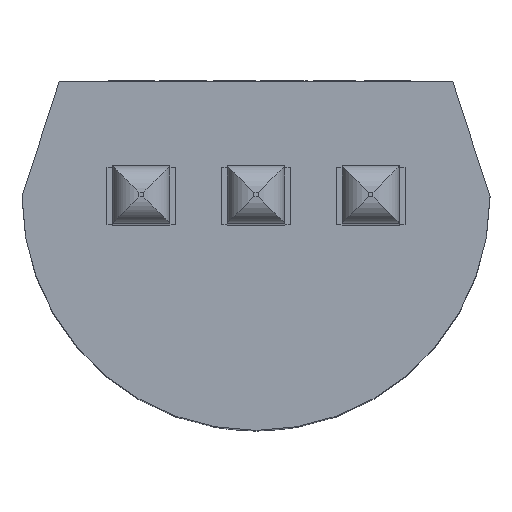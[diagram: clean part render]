
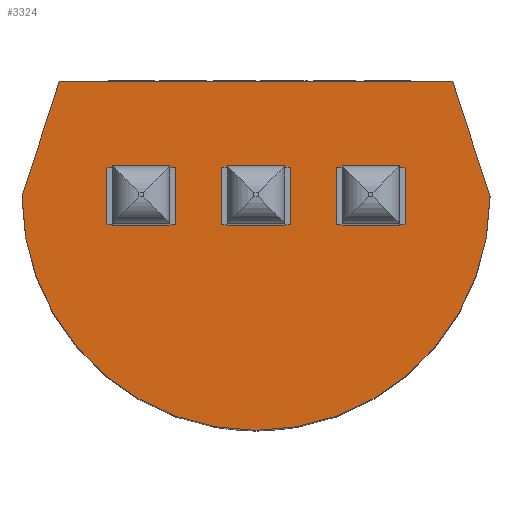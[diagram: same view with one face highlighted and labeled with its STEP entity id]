
A CAD part, top view. The second image highlights one B-rep face of the part: STEP entity #3324.
In plain terms, the highlighted planar face has unit normal (0, 0, 1).
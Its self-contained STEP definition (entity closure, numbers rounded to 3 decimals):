
#69=CIRCLE('',#3525,2.04);
#79=FACE_BOUND('',#512,.T.);
#80=FACE_BOUND('',#513,.T.);
#81=FACE_BOUND('',#514,.T.);
#210=PLANE('',#3524);
#327=FACE_OUTER_BOUND('',#511,.T.);
#511=EDGE_LOOP('',(#2316,#2317,#2318,#2319));
#512=EDGE_LOOP('',(#2320,#2321,#2322,#2323));
#513=EDGE_LOOP('',(#2324,#2325,#2326,#2327));
#514=EDGE_LOOP('',(#2328,#2329,#2330,#2331));
#698=LINE('',#4318,#1043);
#752=LINE('',#4908,#1097);
#756=LINE('',#4917,#1101);
#760=LINE('',#4926,#1105);
#764=LINE('',#4935,#1109);
#768=LINE('',#4944,#1113);
#772=LINE('',#4953,#1117);
#774=LINE('',#4957,#1119);
#775=LINE('',#4960,#1120);
#776=LINE('',#4961,#1121);
#777=LINE('',#4962,#1122);
#778=LINE('',#4963,#1123);
#779=LINE('',#4964,#1124);
#780=LINE('',#4965,#1125);
#781=LINE('',#4966,#1126);
#1043=VECTOR('',#3691,3.43);
#1097=VECTOR('',#3753,0.5);
#1101=VECTOR('',#3759,0.5);
#1105=VECTOR('',#3765,0.5);
#1109=VECTOR('',#3771,0.5);
#1113=VECTOR('',#3777,0.5);
#1117=VECTOR('',#3783,0.5);
#1119=VECTOR('',#3787,1.051);
#1120=VECTOR('',#3790,1.051);
#1121=VECTOR('',#3791,0.5);
#1122=VECTOR('',#3792,0.5);
#1123=VECTOR('',#3793,0.5);
#1124=VECTOR('',#3794,0.5);
#1125=VECTOR('',#3795,0.5);
#1126=VECTOR('',#3796,0.5);
#1400=VERTEX_POINT('',#4315);
#1401=VERTEX_POINT('',#4317);
#1493=VERTEX_POINT('',#4905);
#1494=VERTEX_POINT('',#4907);
#1497=VERTEX_POINT('',#4914);
#1498=VERTEX_POINT('',#4916);
#1501=VERTEX_POINT('',#4923);
#1502=VERTEX_POINT('',#4925);
#1505=VERTEX_POINT('',#4932);
#1506=VERTEX_POINT('',#4934);
#1509=VERTEX_POINT('',#4941);
#1510=VERTEX_POINT('',#4943);
#1513=VERTEX_POINT('',#4950);
#1514=VERTEX_POINT('',#4952);
#1515=VERTEX_POINT('',#4956);
#1516=VERTEX_POINT('',#4958);
#1720=EDGE_CURVE('',#1401,#1400,#698,.T.);
#1813=EDGE_CURVE('',#1493,#1494,#752,.T.);
#1817=EDGE_CURVE('',#1497,#1498,#756,.T.);
#1821=EDGE_CURVE('',#1501,#1502,#760,.T.);
#1825=EDGE_CURVE('',#1505,#1506,#764,.T.);
#1829=EDGE_CURVE('',#1509,#1510,#768,.T.);
#1833=EDGE_CURVE('',#1513,#1514,#772,.T.);
#1835=EDGE_CURVE('',#1400,#1515,#774,.T.);
#1836=EDGE_CURVE('',#1515,#1516,#69,.T.);
#1837=EDGE_CURVE('',#1516,#1401,#775,.T.);
#1838=EDGE_CURVE('',#1514,#1509,#776,.T.);
#1839=EDGE_CURVE('',#1510,#1513,#777,.T.);
#1840=EDGE_CURVE('',#1498,#1493,#778,.T.);
#1841=EDGE_CURVE('',#1494,#1497,#779,.T.);
#1842=EDGE_CURVE('',#1506,#1501,#780,.T.);
#1843=EDGE_CURVE('',#1502,#1505,#781,.T.);
#2316=ORIENTED_EDGE('',*,*,#1835,.T.);
#2317=ORIENTED_EDGE('',*,*,#1836,.T.);
#2318=ORIENTED_EDGE('',*,*,#1837,.T.);
#2319=ORIENTED_EDGE('',*,*,#1720,.T.);
#2320=ORIENTED_EDGE('',*,*,#1829,.F.);
#2321=ORIENTED_EDGE('',*,*,#1838,.F.);
#2322=ORIENTED_EDGE('',*,*,#1833,.F.);
#2323=ORIENTED_EDGE('',*,*,#1839,.F.);
#2324=ORIENTED_EDGE('',*,*,#1813,.F.);
#2325=ORIENTED_EDGE('',*,*,#1840,.F.);
#2326=ORIENTED_EDGE('',*,*,#1817,.F.);
#2327=ORIENTED_EDGE('',*,*,#1841,.F.);
#2328=ORIENTED_EDGE('',*,*,#1821,.F.);
#2329=ORIENTED_EDGE('',*,*,#1842,.F.);
#2330=ORIENTED_EDGE('',*,*,#1825,.F.);
#2331=ORIENTED_EDGE('',*,*,#1843,.F.);
#3324=ADVANCED_FACE('',(#327,#79,#80,#81),#210,.F.);
#3524=AXIS2_PLACEMENT_3D('',#4955,#3785,#3786);
#3525=AXIS2_PLACEMENT_3D('',#4959,#3788,#3789);
#3691=DIRECTION('',(-1.,0.,0.));
#3753=DIRECTION('',(0.,1.,0.));
#3759=DIRECTION('',(0.,-1.,0.));
#3765=DIRECTION('',(0.,1.,0.));
#3771=DIRECTION('',(0.,-1.,0.));
#3777=DIRECTION('',(0.,1.,0.));
#3783=DIRECTION('',(0.,-1.,0.));
#3785=DIRECTION('center_axis',(0.,0.,-1.));
#3786=DIRECTION('ref_axis',(-1.,0.,0.));
#3787=DIRECTION('',(-0.309,-0.951,0.));
#3788=DIRECTION('center_axis',(0.,0.,1.));
#3789=DIRECTION('ref_axis',(-1.,0.,0.));
#3790=DIRECTION('',(-0.309,0.951,0.));
#3791=DIRECTION('',(1.,0.,0.));
#3792=DIRECTION('',(-1.,0.,0.));
#3793=DIRECTION('',(1.,0.,0.));
#3794=DIRECTION('',(-1.,0.,0.));
#3795=DIRECTION('',(1.,0.,0.));
#3796=DIRECTION('',(-1.,0.,0.));
#4315=CARTESIAN_POINT('',(-1.715,1.,3.8));
#4317=CARTESIAN_POINT('',(1.715,1.,3.8));
#4318=CARTESIAN_POINT('',(1.715,1.,3.8));
#4905=CARTESIAN_POINT('',(-0.75,-0.25,3.8));
#4907=CARTESIAN_POINT('',(-0.75,0.25,3.8));
#4908=CARTESIAN_POINT('',(-0.75,-0.25,3.8));
#4914=CARTESIAN_POINT('',(-1.25,0.25,3.8));
#4916=CARTESIAN_POINT('',(-1.25,-0.25,3.8));
#4917=CARTESIAN_POINT('',(-1.25,0.25,3.8));
#4923=CARTESIAN_POINT('',(1.25,-0.25,3.8));
#4925=CARTESIAN_POINT('',(1.25,0.25,3.8));
#4926=CARTESIAN_POINT('',(1.25,-0.25,3.8));
#4932=CARTESIAN_POINT('',(0.75,0.25,3.8));
#4934=CARTESIAN_POINT('',(0.75,-0.25,3.8));
#4935=CARTESIAN_POINT('',(0.75,0.25,3.8));
#4941=CARTESIAN_POINT('',(0.25,-0.25,3.8));
#4943=CARTESIAN_POINT('',(0.25,0.25,3.8));
#4944=CARTESIAN_POINT('',(0.25,-0.25,3.8));
#4950=CARTESIAN_POINT('',(-0.25,0.25,3.8));
#4952=CARTESIAN_POINT('',(-0.25,-0.25,3.8));
#4953=CARTESIAN_POINT('',(-0.25,0.25,3.8));
#4955=CARTESIAN_POINT('Origin',(0.,0.,3.8));
#4956=CARTESIAN_POINT('',(-2.04,0.,3.8));
#4957=CARTESIAN_POINT('',(-1.715,1.,3.8));
#4958=CARTESIAN_POINT('',(2.04,0.,3.8));
#4959=CARTESIAN_POINT('Origin',(0.,0.,3.8));
#4960=CARTESIAN_POINT('',(2.04,0.,3.8));
#4961=CARTESIAN_POINT('',(-0.25,-0.25,3.8));
#4962=CARTESIAN_POINT('',(0.25,0.25,3.8));
#4963=CARTESIAN_POINT('',(-1.25,-0.25,3.8));
#4964=CARTESIAN_POINT('',(-0.75,0.25,3.8));
#4965=CARTESIAN_POINT('',(0.75,-0.25,3.8));
#4966=CARTESIAN_POINT('',(1.25,0.25,3.8));
